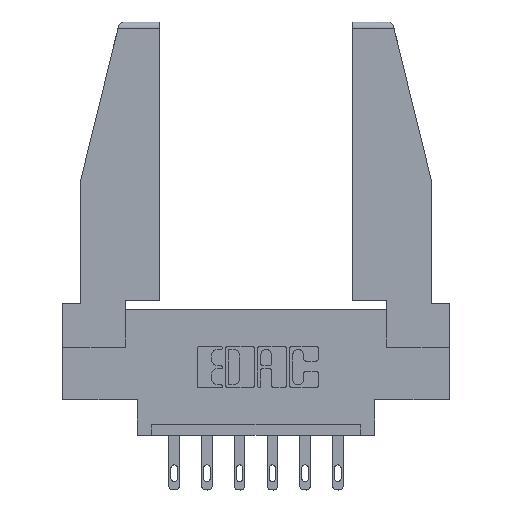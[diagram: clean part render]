
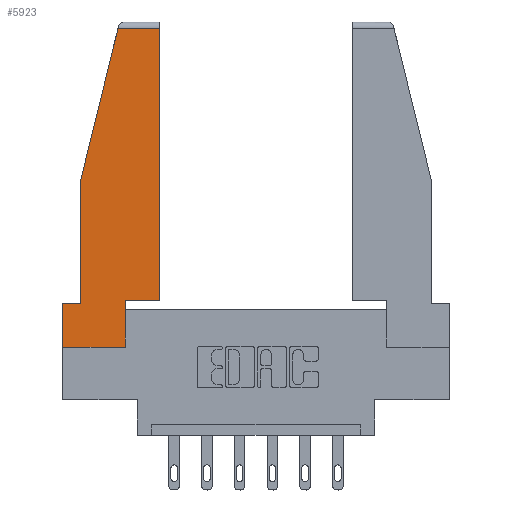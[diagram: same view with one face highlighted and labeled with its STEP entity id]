
A CAD part, top view. The second image highlights one B-rep face of the part: STEP entity #5923.
In plain terms, the highlighted planar face has unit normal (0, 0, 1).
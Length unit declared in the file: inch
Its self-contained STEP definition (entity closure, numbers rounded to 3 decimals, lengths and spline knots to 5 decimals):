
#128 = ORIENTED_EDGE ( 'NONE', *, *, #1020, .T. ) ;
#259 = CARTESIAN_POINT ( 'NONE',  ( 0., 0., 0. ) ) ;
#389 = AXIS2_PLACEMENT_3D ( 'NONE', #1460, #11232, #1379 ) ;
#481 = DIRECTION ( 'NONE',  ( -0.239, -0.971, 0. ) ) ;
#561 = ORIENTED_EDGE ( 'NONE', *, *, #2621, .T. ) ;
#565 = VECTOR ( 'NONE', #1426, 39.37008 ) ;
#575 = DIRECTION ( 'NONE',  ( 0., -1., 0. ) ) ;
#729 = VERTEX_POINT ( 'NONE', #5949 ) ;
#831 = ORIENTED_EDGE ( 'NONE', *, *, #8644, .T. ) ;
#1003 = LINE ( 'NONE', #4163, #8135 ) ;
#1020 = EDGE_CURVE ( 'NONE', #5895, #729, #1899, .T. ) ;
#1328 = CARTESIAN_POINT ( 'NONE',  ( 0., 1.52, 0. ) ) ;
#1379 = DIRECTION ( 'NONE',  ( 1., 0., 0. ) ) ;
#1426 = DIRECTION ( 'NONE',  ( 0., -1., 0. ) ) ;
#1460 = CARTESIAN_POINT ( 'NONE',  ( 0., 0., 0. ) ) ;
#1557 = EDGE_CURVE ( 'NONE', #1657, #4257, #8168, .T. ) ;
#1657 = VERTEX_POINT ( 'NONE', #8507 ) ;
#1784 = VERTEX_POINT ( 'NONE', #7131 ) ;
#1833 = VERTEX_POINT ( 'NONE', #8069 ) ;
#1899 = LINE ( 'NONE', #5876, #8337 ) ;
#2252 = CARTESIAN_POINT ( 'NONE',  ( 0.297, 0., 0. ) ) ;
#2621 = EDGE_CURVE ( 'NONE', #3922, #1657, #6370, .T. ) ;
#2702 = ORIENTED_EDGE ( 'NONE', *, *, #8298, .T. ) ;
#3167 = DIRECTION ( 'NONE',  ( -1., 0., 0. ) ) ;
#3225 = VECTOR ( 'NONE', #11409, 39.37008 ) ;
#3515 = LINE ( 'NONE', #4266, #3225 ) ;
#3583 = EDGE_CURVE ( 'NONE', #1784, #1833, #5926, .T. ) ;
#3846 = ORIENTED_EDGE ( 'NONE', *, *, #9585, .T. ) ;
#3872 = DIRECTION ( 'NONE',  ( 0., 1., 0. ) ) ;
#3894 = FACE_OUTER_BOUND ( 'NONE', #9507, .T. ) ;
#3922 = VERTEX_POINT ( 'NONE', #8748 ) ;
#3951 = CARTESIAN_POINT ( 'NONE',  ( 0.086, 0.21, 0. ) ) ;
#4163 = CARTESIAN_POINT ( 'NONE',  ( 0.086, 0.8, 0. ) ) ;
#4257 = VERTEX_POINT ( 'NONE', #11005 ) ;
#4266 = CARTESIAN_POINT ( 'NONE',  ( 0., 0.21, 0. ) ) ;
#4531 = VECTOR ( 'NONE', #3167, 39.37008 ) ;
#4589 = CARTESIAN_POINT ( 'NONE',  ( 0., 0.21, 0. ) ) ;
#4674 = DIRECTION ( 'NONE',  ( 1., 0., 0. ) ) ;
#4679 = VECTOR ( 'NONE', #10146, 39.37008 ) ;
#4681 = VERTEX_POINT ( 'NONE', #4589 ) ;
#5126 = DIRECTION ( 'NONE',  ( 0., 1., 0. ) ) ;
#5232 = VECTOR ( 'NONE', #4674, 39.37008 ) ;
#5368 = ORIENTED_EDGE ( 'NONE', *, *, #3583, .T. ) ;
#5825 = VECTOR ( 'NONE', #5126, 39.37008 ) ;
#5876 = CARTESIAN_POINT ( 'NONE',  ( 0.271, 1.55, 0. ) ) ;
#5895 = VERTEX_POINT ( 'NONE', #9531 ) ;
#5923 = ADVANCED_FACE ( 'NONE', ( #3894 ), #9416, .T. ) ;
#5926 = LINE ( 'NONE', #11212, #11125 ) ;
#5949 = CARTESIAN_POINT ( 'NONE',  ( 0.086, 0.8, 0. ) ) ;
#6370 = LINE ( 'NONE', #259, #4679 ) ;
#6896 = LINE ( 'NONE', #1328, #4531 ) ;
#7094 = VERTEX_POINT ( 'NONE', #3951 ) ;
#7131 = CARTESIAN_POINT ( 'NONE',  ( 0.461, 0.223, 0. ) ) ;
#7383 = ORIENTED_EDGE ( 'NONE', *, *, #1557, .T. ) ;
#7581 = LINE ( 'NONE', #8176, #5232 ) ;
#7596 = ORIENTED_EDGE ( 'NONE', *, *, #8982, .T. ) ;
#8069 = CARTESIAN_POINT ( 'NONE',  ( 0.461, 1.52, 0. ) ) ;
#8135 = VECTOR ( 'NONE', #575, 39.37008 ) ;
#8168 = LINE ( 'NONE', #2252, #5825 ) ;
#8176 = CARTESIAN_POINT ( 'NONE',  ( 0.297, 0.223, 0. ) ) ;
#8298 = EDGE_CURVE ( 'NONE', #1833, #5895, #6896, .T. ) ;
#8337 = VECTOR ( 'NONE', #481, 39.37008 ) ;
#8507 = CARTESIAN_POINT ( 'NONE',  ( 0.297, 0., 0. ) ) ;
#8644 = EDGE_CURVE ( 'NONE', #4257, #1784, #7581, .T. ) ;
#8748 = CARTESIAN_POINT ( 'NONE',  ( 0., 0., 0. ) ) ;
#8982 = EDGE_CURVE ( 'NONE', #729, #7094, #1003, .T. ) ;
#9120 = LINE ( 'NONE', #11358, #565 ) ;
#9416 = PLANE ( 'NONE',  #389 ) ;
#9507 = EDGE_LOOP ( 'NONE', ( #5368, #2702, #128, #7596, #3846, #11254, #561, #7383, #831 ) ) ;
#9531 = CARTESIAN_POINT ( 'NONE',  ( 0.2636, 1.52, 0. ) ) ;
#9585 = EDGE_CURVE ( 'NONE', #7094, #4681, #3515, .T. ) ;
#10134 = EDGE_CURVE ( 'NONE', #4681, #3922, #9120, .T. ) ;
#10146 = DIRECTION ( 'NONE',  ( 1., 0., 0. ) ) ;
#11005 = CARTESIAN_POINT ( 'NONE',  ( 0.297, 0.223, 0. ) ) ;
#11125 = VECTOR ( 'NONE', #3872, 39.37008 ) ;
#11212 = CARTESIAN_POINT ( 'NONE',  ( 0.461, 0.223, 0. ) ) ;
#11232 = DIRECTION ( 'NONE',  ( 0., 0., 1. ) ) ;
#11254 = ORIENTED_EDGE ( 'NONE', *, *, #10134, .T. ) ;
#11358 = CARTESIAN_POINT ( 'NONE',  ( 0., 0.21, 0. ) ) ;
#11409 = DIRECTION ( 'NONE',  ( -1., 0., 0. ) ) ;
